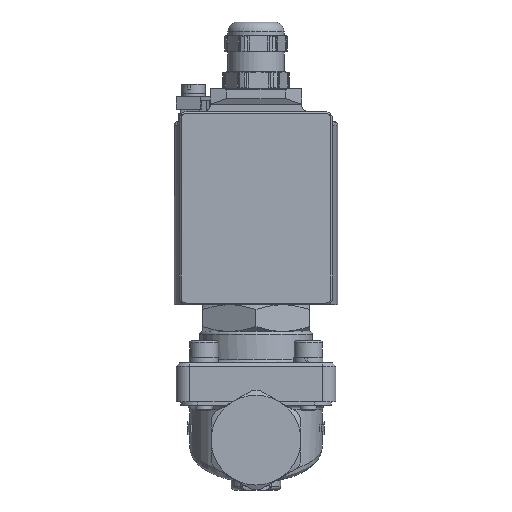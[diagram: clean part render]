
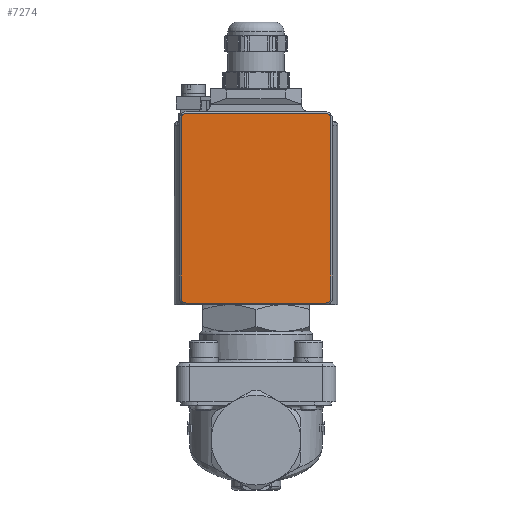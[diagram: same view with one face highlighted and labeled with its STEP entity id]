
A CAD part, front view. The second image highlights one B-rep face of the part: STEP entity #7274.
In plain terms, the highlighted planar face has unit normal (0, -1, 0).
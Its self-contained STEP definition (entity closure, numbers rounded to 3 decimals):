
#644=LINE('',#12111,#1049);
#645=LINE('',#12115,#1050);
#646=LINE('',#12119,#1051);
#647=LINE('',#12123,#1052);
#1049=VECTOR('',#8817,54.);
#1050=VECTOR('',#8820,42.);
#1051=VECTOR('',#8823,54.);
#1052=VECTOR('',#8826,42.);
#1647=FACE_OUTER_BOUND('',#2115,.T.);
#2115=EDGE_LOOP('',(#5254,#5255,#5256,#5257,#5258,#5259,#5260,#5261));
#2577=CIRCLE('',#7792,1.5);
#2578=CIRCLE('',#7793,1.5);
#2579=CIRCLE('',#7794,1.5);
#2580=CIRCLE('',#7795,1.5);
#3045=VERTEX_POINT('',#12109);
#3046=VERTEX_POINT('',#12110);
#3047=VERTEX_POINT('',#12112);
#3048=VERTEX_POINT('',#12114);
#3049=VERTEX_POINT('',#12116);
#3050=VERTEX_POINT('',#12118);
#3051=VERTEX_POINT('',#12120);
#3052=VERTEX_POINT('',#12122);
#3858=EDGE_CURVE('',#3045,#3046,#644,.T.);
#3859=EDGE_CURVE('',#3047,#3045,#2577,.T.);
#3860=EDGE_CURVE('',#3048,#3047,#645,.T.);
#3861=EDGE_CURVE('',#3049,#3048,#2578,.T.);
#3862=EDGE_CURVE('',#3050,#3049,#646,.T.);
#3863=EDGE_CURVE('',#3051,#3050,#2579,.T.);
#3864=EDGE_CURVE('',#3052,#3051,#647,.T.);
#3865=EDGE_CURVE('',#3046,#3052,#2580,.T.);
#5254=ORIENTED_EDGE('',*,*,#3858,.F.);
#5255=ORIENTED_EDGE('',*,*,#3859,.F.);
#5256=ORIENTED_EDGE('',*,*,#3860,.F.);
#5257=ORIENTED_EDGE('',*,*,#3861,.F.);
#5258=ORIENTED_EDGE('',*,*,#3862,.F.);
#5259=ORIENTED_EDGE('',*,*,#3863,.F.);
#5260=ORIENTED_EDGE('',*,*,#3864,.F.);
#5261=ORIENTED_EDGE('',*,*,#3865,.F.);
#7034=PLANE('',#7791);
#7274=ADVANCED_FACE('',(#1647),#7034,.F.);
#7791=AXIS2_PLACEMENT_3D('',#12108,#8815,#8816);
#7792=AXIS2_PLACEMENT_3D('',#12113,#8818,#8819);
#7793=AXIS2_PLACEMENT_3D('',#12117,#8821,#8822);
#7794=AXIS2_PLACEMENT_3D('',#12121,#8824,#8825);
#7795=AXIS2_PLACEMENT_3D('',#12124,#8827,#8828);
#8815=DIRECTION('center_axis',(0.,1.,0.));
#8816=DIRECTION('ref_axis',(0.,0.,-1.));
#8817=DIRECTION('',(0.,0.,-1.));
#8818=DIRECTION('center_axis',(0.,1.,0.));
#8819=DIRECTION('ref_axis',(0.,0.,1.));
#8820=DIRECTION('',(1.,0.,0.));
#8821=DIRECTION('center_axis',(0.,1.,0.));
#8822=DIRECTION('ref_axis',(-1.,0.,0.));
#8823=DIRECTION('',(0.,0.,1.));
#8824=DIRECTION('center_axis',(0.,1.,0.));
#8825=DIRECTION('ref_axis',(0.,0.,
-1.));
#8826=DIRECTION('',(-1.,0.,0.));
#8827=DIRECTION('center_axis',(0.,1.,0.));
#8828=DIRECTION('ref_axis',(1.,0.,0.));
#12108=CARTESIAN_POINT('Origin',(0.,-74.349,
67.7));
#12109=CARTESIAN_POINT('',(22.5,-74.349,94.7));
#12110=CARTESIAN_POINT('',(22.5,-74.349,40.7));
#12111=CARTESIAN_POINT('',(22.5,-74.349,54.2));
#12112=CARTESIAN_POINT('',(21.,-74.349,96.2));
#12113=CARTESIAN_POINT('Origin',(21.,-74.349,94.7));
#12114=CARTESIAN_POINT('',(-21.,-74.349,96.2));
#12115=CARTESIAN_POINT('',(10.5,-74.349,96.2));
#12116=CARTESIAN_POINT('',(-22.5,-74.349,94.7));
#12117=CARTESIAN_POINT('Origin',(-21.,-74.349,94.7));
#12118=CARTESIAN_POINT('',(-22.5,-74.349,40.7));
#12119=CARTESIAN_POINT('',(-22.5,-74.349,81.2));
#12120=CARTESIAN_POINT('',(-21.,-74.349,39.2));
#12121=CARTESIAN_POINT('Origin',(-21.,-74.349,40.7));
#12122=CARTESIAN_POINT('',(21.,-74.349,39.2));
#12123=CARTESIAN_POINT('',(-10.5,-74.349,39.2));
#12124=CARTESIAN_POINT('Origin',(21.,-74.349,40.7));
